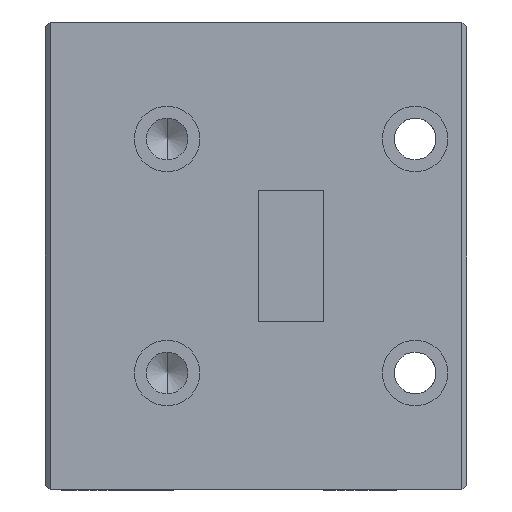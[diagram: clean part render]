
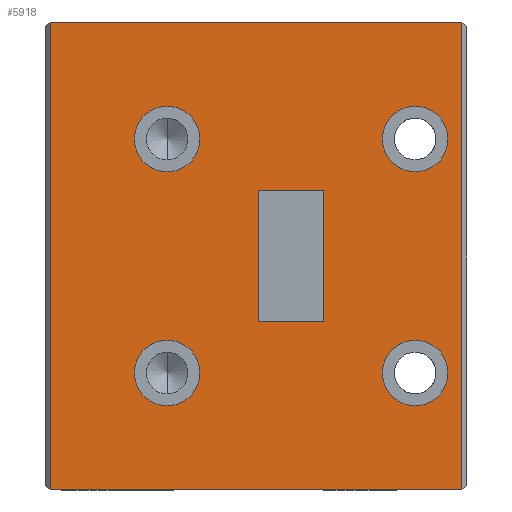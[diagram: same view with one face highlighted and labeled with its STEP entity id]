
A CAD part, left-side view. The second image highlights one B-rep face of the part: STEP entity #5918.
In plain terms, the highlighted planar face has unit normal (-1, 0, 0).
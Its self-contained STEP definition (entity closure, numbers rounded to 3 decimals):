
#21 = CARTESIAN_POINT ( 'NONE',  ( -21.278, 42.412, 2.986 ) ) ;
#41 = PLANE ( 'NONE',  #6843 ) ;
#76 = FACE_BOUND ( 'NONE', #6601, .T. ) ;
#136 = VECTOR ( 'NONE', #2170, 1000. ) ;
#146 = DIRECTION ( 'NONE',  ( 0., 0., 1. ) ) ;
#485 = ORIENTED_EDGE ( 'NONE', *, *, #8550, .T. ) ;
#492 = DIRECTION ( 'NONE',  ( -1., 0., 0. ) ) ;
#523 = EDGE_CURVE ( 'NONE', #7994, #7817, #3312, .T. ) ;
#551 = CARTESIAN_POINT ( 'NONE',  ( -21.278, 57.271, -13.27 ) ) ;
#554 = AXIS2_PLACEMENT_3D ( 'NONE', #2783, #640, #6687 ) ;
#581 = EDGE_CURVE ( 'NONE', #3624, #3910, #5116, .T. ) ;
#597 = CARTESIAN_POINT ( 'NONE',  ( -21.278, 57.525, 12.13 ) ) ;
#640 = DIRECTION ( 'NONE',  ( -1., 0., 0. ) ) ;
#647 = DIRECTION ( 'NONE',  ( -1., 0., 0. ) ) ;
#686 = DIRECTION ( 'NONE',  ( 0., 0., 1. ) ) ;
#718 = FACE_BOUND ( 'NONE', #8407, .T. ) ;
#759 = DIRECTION ( 'NONE',  ( 0., 0., 1. ) ) ;
#784 = CARTESIAN_POINT ( 'NONE',  ( -21.278, 50.921, 7.558 ) ) ;
#819 = CARTESIAN_POINT ( 'NONE',  ( -21.278, 50.921, -8.698 ) ) ;
#1189 = AXIS2_PLACEMENT_3D ( 'NONE', #7819, #492, #5241 ) ;
#1324 = CARTESIAN_POINT ( 'NONE',  ( -21.278, 50.921, 5.78 ) ) ;
#1334 = CARTESIAN_POINT ( 'NONE',  ( -21.278, 57.525, -13.27 ) ) ;
#1342 = CARTESIAN_POINT ( 'NONE',  ( -21.278, 37.459, -6.92 ) ) ;
#1394 = EDGE_CURVE ( 'NONE', #3651, #8009, #1860, .T. ) ;
#1400 = CARTESIAN_POINT ( 'NONE',  ( -21.278, 42.412, -4.126 ) ) ;
#1419 = ORIENTED_EDGE ( 'NONE', *, *, #7867, .T. ) ;
#1442 = VECTOR ( 'NONE', #146, 1000. ) ;
#1476 = EDGE_LOOP ( 'NONE', ( #1759, #5293 ) ) ;
#1702 = CIRCLE ( 'NONE', #6663, 1.778 ) ;
#1752 = EDGE_CURVE ( 'NONE', #4286, #5384, #5627, .T. ) ;
#1753 = CARTESIAN_POINT ( 'NONE',  ( -21.278, 37.459, 5.78 ) ) ;
#1759 = ORIENTED_EDGE ( 'NONE', *, *, #3493, .F. ) ;
#1852 = EDGE_CURVE ( 'NONE', #5384, #3017, #5540, .T. ) ;
#1860 = CIRCLE ( 'NONE', #2000, 1.778 ) ;
#1942 = CARTESIAN_POINT ( 'NONE',  ( -21.278, 50.921, 4.002 ) ) ;
#1972 = ORIENTED_EDGE ( 'NONE', *, *, #6250, .F. ) ;
#2000 = AXIS2_PLACEMENT_3D ( 'NONE', #6835, #6212, #759 ) ;
#2031 = VERTEX_POINT ( 'NONE', #2565 ) ;
#2059 = LINE ( 'NONE', #7415, #8733 ) ;
#2069 = EDGE_CURVE ( 'NONE', #2031, #4040, #6609, .T. ) ;
#2143 = FACE_BOUND ( 'NONE', #4306, .T. ) ;
#2170 = DIRECTION ( 'NONE',  ( 0., 1., 0. ) ) ;
#2193 = FACE_BOUND ( 'NONE', #1476, .T. ) ;
#2201 = DIRECTION ( 'NONE',  ( 0., 0., 1. ) ) ;
#2208 = CARTESIAN_POINT ( 'NONE',  ( -21.278, 50.921, -5.142 ) ) ;
#2286 = VECTOR ( 'NONE', #686, 1000. ) ;
#2304 = VECTOR ( 'NONE', #2201, 1000. ) ;
#2401 = CIRCLE ( 'NONE', #8478, 1.778 ) ;
#2565 = CARTESIAN_POINT ( 'NONE',  ( -21.278, 57.271, 12.13 ) ) ;
#2573 = ORIENTED_EDGE ( 'NONE', *, *, #2069, .T. ) ;
#2614 = CARTESIAN_POINT ( 'NONE',  ( -21.278, 34.919, 12.13 ) ) ;
#2659 = CIRCLE ( 'NONE', #6197, 1.778 ) ;
#2662 = EDGE_CURVE ( 'NONE', #2031, #7817, #8672, .T. ) ;
#2711 = AXIS2_PLACEMENT_3D ( 'NONE', #1324, #647, #3266 ) ;
#2783 = CARTESIAN_POINT ( 'NONE',  ( -21.278, 50.921, 5.78 ) ) ;
#2811 = FACE_OUTER_BOUND ( 'NONE', #5811, .T. ) ;
#3012 = VECTOR ( 'NONE', #6021, 1000. ) ;
#3017 = VERTEX_POINT ( 'NONE', #6042 ) ;
#3060 = ORIENTED_EDGE ( 'NONE', *, *, #2662, .F. ) ;
#3241 = VERTEX_POINT ( 'NONE', #4160 ) ;
#3266 = DIRECTION ( 'NONE',  ( 0., 0., 1. ) ) ;
#3312 = LINE ( 'NONE', #2614, #2286 ) ;
#3351 = DIRECTION ( 'NONE',  ( 0., 0., -1. ) ) ;
#3369 = DIRECTION ( 'NONE',  ( 0., -1., 0. ) ) ;
#3493 = EDGE_CURVE ( 'NONE', #4835, #7203, #2401, .T. ) ;
#3624 = VERTEX_POINT ( 'NONE', #784 ) ;
#3651 = VERTEX_POINT ( 'NONE', #819 ) ;
#3706 = DIRECTION ( 'NONE',  ( 0., 0., -1. ) ) ;
#3733 = CARTESIAN_POINT ( 'NONE',  ( -21.278, 37.459, 4.002 ) ) ;
#3736 = EDGE_CURVE ( 'NONE', #6007, #3241, #1702, .T. ) ;
#3910 = VERTEX_POINT ( 'NONE', #1942 ) ;
#3923 = CARTESIAN_POINT ( 'NONE',  ( -21.278, 37.459, -5.142 ) ) ;
#4040 = VERTEX_POINT ( 'NONE', #8104 ) ;
#4160 = CARTESIAN_POINT ( 'NONE',  ( -21.278, 37.459, 7.558 ) ) ;
#4196 = CARTESIAN_POINT ( 'NONE',  ( -21.278, 45.968, 2.986 ) ) ;
#4286 = VERTEX_POINT ( 'NONE', #1400 ) ;
#4306 = EDGE_LOOP ( 'NONE', ( #6216, #8446 ) ) ;
#4313 = ORIENTED_EDGE ( 'NONE', *, *, #6354, .F. ) ;
#4321 = LINE ( 'NONE', #6935, #2304 ) ;
#4470 = CARTESIAN_POINT ( 'NONE',  ( -21.278, 37.459, 5.78 ) ) ;
#4607 = CARTESIAN_POINT ( 'NONE',  ( -21.278, 37.459, -6.92 ) ) ;
#4676 = CIRCLE ( 'NONE', #554, 1.778 ) ;
#4835 = VERTEX_POINT ( 'NONE', #6927 ) ;
#4887 = DIRECTION ( 'NONE',  ( 0., 0., -1. ) ) ;
#4931 = ORIENTED_EDGE ( 'NONE', *, *, #1852, .F. ) ;
#5049 = CARTESIAN_POINT ( 'NONE',  ( -21.278, 42.412, 2.986 ) ) ;
#5086 = VECTOR ( 'NONE', #6747, 1000. ) ;
#5116 = CIRCLE ( 'NONE', #2711, 1.778 ) ;
#5148 = EDGE_CURVE ( 'NONE', #7203, #4835, #7263, .T. ) ;
#5196 = DIRECTION ( 'NONE',  ( 0., 0., -1. ) ) ;
#5241 = DIRECTION ( 'NONE',  ( 0., 0., 1. ) ) ;
#5293 = ORIENTED_EDGE ( 'NONE', *, *, #5148, .F. ) ;
#5304 = ORIENTED_EDGE ( 'NONE', *, *, #8295, .F. ) ;
#5332 = DIRECTION ( 'NONE',  ( 0., 0., -1. ) ) ;
#5384 = VERTEX_POINT ( 'NONE', #5049 ) ;
#5540 = LINE ( 'NONE', #4196, #136 ) ;
#5583 = CIRCLE ( 'NONE', #1189, 1.778 ) ;
#5627 = LINE ( 'NONE', #21, #1442 ) ;
#5811 = EDGE_LOOP ( 'NONE', ( #3060, #2573, #1419, #6838 ) ) ;
#5918 = ADVANCED_FACE ( 'NONE', ( #76, #718, #2143, #2811, #2193, #6184 ), #41, .F. ) ;
#6001 = DIRECTION ( 'NONE',  ( -1., 0., 0. ) ) ;
#6007 = VERTEX_POINT ( 'NONE', #3733 ) ;
#6021 = DIRECTION ( 'NONE',  ( 0., -1., 0. ) ) ;
#6042 = CARTESIAN_POINT ( 'NONE',  ( -21.278, 45.968, 2.986 ) ) ;
#6151 = EDGE_CURVE ( 'NONE', #8009, #3651, #5583, .T. ) ;
#6184 = FACE_BOUND ( 'NONE', #7337, .T. ) ;
#6197 = AXIS2_PLACEMENT_3D ( 'NONE', #1753, #6496, #5196 ) ;
#6212 = DIRECTION ( 'NONE',  ( -1., 0., 0. ) ) ;
#6216 = ORIENTED_EDGE ( 'NONE', *, *, #6151, .F. ) ;
#6243 = CARTESIAN_POINT ( 'NONE',  ( -21.278, 34.919, -13.27 ) ) ;
#6250 = EDGE_CURVE ( 'NONE', #3241, #6007, #2659, .T. ) ;
#6313 = ORIENTED_EDGE ( 'NONE', *, *, #1752, .F. ) ;
#6354 = EDGE_CURVE ( 'NONE', #8358, #4286, #2059, .T. ) ;
#6434 = DIRECTION ( 'NONE',  ( -1., 0., 0. ) ) ;
#6496 = DIRECTION ( 'NONE',  ( -1., 0., 0. ) ) ;
#6601 = EDGE_LOOP ( 'NONE', ( #485, #4931, #6313, #4313 ) ) ;
#6609 = LINE ( 'NONE', #551, #6820 ) ;
#6663 = AXIS2_PLACEMENT_3D ( 'NONE', #4470, #6434, #3706 ) ;
#6676 = ORIENTED_EDGE ( 'NONE', *, *, #3736, .F. ) ;
#6687 = DIRECTION ( 'NONE',  ( 0., 0., 1. ) ) ;
#6747 = DIRECTION ( 'NONE',  ( 0., -1., 0. ) ) ;
#6770 = CARTESIAN_POINT ( 'NONE',  ( -21.278, 45.968, -4.126 ) ) ;
#6820 = VECTOR ( 'NONE', #3351, 1000. ) ;
#6835 = CARTESIAN_POINT ( 'NONE',  ( -21.278, 50.921, -6.92 ) ) ;
#6838 = ORIENTED_EDGE ( 'NONE', *, *, #523, .T. ) ;
#6843 = AXIS2_PLACEMENT_3D ( 'NONE', #8787, #6887, #4887 ) ;
#6887 = DIRECTION ( 'NONE',  ( 1., 0., 0. ) ) ;
#6927 = CARTESIAN_POINT ( 'NONE',  ( -21.278, 37.459, -8.698 ) ) ;
#6935 = CARTESIAN_POINT ( 'NONE',  ( -21.278, 45.968, -13.27 ) ) ;
#7203 = VERTEX_POINT ( 'NONE', #3923 ) ;
#7263 = CIRCLE ( 'NONE', #7684, 1.778 ) ;
#7311 = DIRECTION ( 'NONE',  ( -1., 0., 0. ) ) ;
#7337 = EDGE_LOOP ( 'NONE', ( #6676, #1972 ) ) ;
#7415 = CARTESIAN_POINT ( 'NONE',  ( -21.278, 45.968, -4.126 ) ) ;
#7442 = CARTESIAN_POINT ( 'NONE',  ( -21.278, 34.919, 12.13 ) ) ;
#7684 = AXIS2_PLACEMENT_3D ( 'NONE', #1342, #6001, #5332 ) ;
#7817 = VERTEX_POINT ( 'NONE', #7442 ) ;
#7819 = CARTESIAN_POINT ( 'NONE',  ( -21.278, 50.921, -6.92 ) ) ;
#7867 = EDGE_CURVE ( 'NONE', #4040, #7994, #8766, .T. ) ;
#7994 = VERTEX_POINT ( 'NONE', #6243 ) ;
#8009 = VERTEX_POINT ( 'NONE', #2208 ) ;
#8026 = DIRECTION ( 'NONE',  ( 0., 0., -1. ) ) ;
#8104 = CARTESIAN_POINT ( 'NONE',  ( -21.278, 57.271, -13.27 ) ) ;
#8295 = EDGE_CURVE ( 'NONE', #3910, #3624, #4676, .T. ) ;
#8358 = VERTEX_POINT ( 'NONE', #6770 ) ;
#8407 = EDGE_LOOP ( 'NONE', ( #8770, #5304 ) ) ;
#8446 = ORIENTED_EDGE ( 'NONE', *, *, #1394, .F. ) ;
#8478 = AXIS2_PLACEMENT_3D ( 'NONE', #4607, #7311, #8026 ) ;
#8550 = EDGE_CURVE ( 'NONE', #8358, #3017, #4321, .T. ) ;
#8672 = LINE ( 'NONE', #597, #3012 ) ;
#8733 = VECTOR ( 'NONE', #3369, 1000. ) ;
#8766 = LINE ( 'NONE', #1334, #5086 ) ;
#8770 = ORIENTED_EDGE ( 'NONE', *, *, #581, .F. ) ;
#8787 = CARTESIAN_POINT ( 'NONE',  ( -21.278, 57.525, 12.13 ) ) ;
